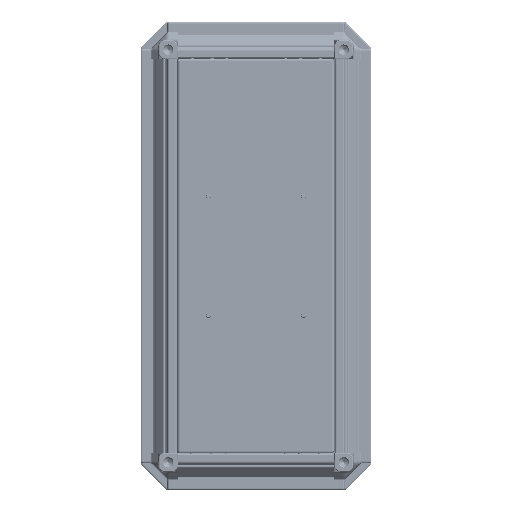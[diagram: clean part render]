
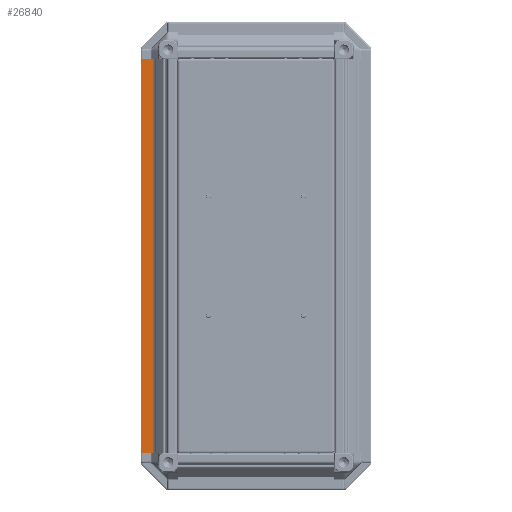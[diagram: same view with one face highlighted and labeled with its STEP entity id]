
A CAD part, front view. The second image highlights one B-rep face of the part: STEP entity #26840.
In plain terms, the highlighted face is planar.
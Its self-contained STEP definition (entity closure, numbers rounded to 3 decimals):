
#97 = DIRECTION ( 'NONE',  ( -0.707, 0.707, 0. ) ) ;
#4419 = VECTOR ( 'NONE', #35155, 1000. ) ;
#5743 = ORIENTED_EDGE ( 'NONE', *, *, #28463, .F. ) ;
#7102 = CARTESIAN_POINT ( 'NONE',  ( -22.386, -7.932, 0. ) ) ;
#8900 = ORIENTED_EDGE ( 'NONE', *, *, #55691, .T. ) ;
#13173 = CARTESIAN_POINT ( 'NONE',  ( -22.386, -7.932, 498. ) ) ;
#13445 = VERTEX_POINT ( 'NONE', #23250 ) ;
#15422 = DIRECTION ( 'NONE',  ( 0.707, 0.707, 0. ) ) ;
#16860 = VERTEX_POINT ( 'NONE', #13173 ) ;
#17753 = CARTESIAN_POINT ( 'NONE',  ( -12.747, 1.707, 498. ) ) ;
#19476 = VECTOR ( 'NONE', #15422, 1000. ) ;
#19545 = DIRECTION ( 'NONE',  ( 0., 0., -1. ) ) ;
#21268 = FACE_OUTER_BOUND ( 'NONE', #51210, .T. ) ;
#22030 = LINE ( 'NONE', #17753, #4419 ) ;
#23250 = CARTESIAN_POINT ( 'NONE',  ( -12.747, 1.707, 498. ) ) ;
#23813 = CARTESIAN_POINT ( 'NONE',  ( -22.386, -7.932, 498. ) ) ;
#26076 = VERTEX_POINT ( 'NONE', #53385 ) ;
#26375 = CARTESIAN_POINT ( 'NONE',  ( -22.386, -7.932, 0. ) ) ;
#26840 = ADVANCED_FACE ( 'NONE', ( #21268 ), #56139, .F. ) ;
#28463 = EDGE_CURVE ( 'NONE', #16860, #13445, #33092, .T. ) ;
#30224 = ORIENTED_EDGE ( 'NONE', *, *, #41782, .F. ) ;
#31877 = VERTEX_POINT ( 'NONE', #26375 ) ;
#33092 = LINE ( 'NONE', #50550, #19476 ) ;
#35155 = DIRECTION ( 'NONE',  ( 0., 0., -1. ) ) ;
#38440 = VECTOR ( 'NONE', #19545, 1000. ) ;
#39642 = EDGE_CURVE ( 'NONE', #31877, #26076, #54826, .T. ) ;
#40976 = LINE ( 'NONE', #23813, #38440 ) ;
#41782 = EDGE_CURVE ( 'NONE', #13445, #26076, #22030, .T. ) ;
#50528 = DIRECTION ( 'NONE',  ( 0.707, 0.707, 0. ) ) ;
#50550 = CARTESIAN_POINT ( 'NONE',  ( -22.386, -7.932, 498. ) ) ;
#50802 = VECTOR ( 'NONE', #50528, 1000. ) ;
#51210 = EDGE_LOOP ( 'NONE', ( #53209, #30224, #5743, #8900 ) ) ;
#52112 = CARTESIAN_POINT ( 'NONE',  ( -22.386, -7.932, 498. ) ) ;
#52403 = DIRECTION ( 'NONE',  ( -0.707, -0.707, 0. ) ) ;
#53209 = ORIENTED_EDGE ( 'NONE', *, *, #39642, .T. ) ;
#53385 = CARTESIAN_POINT ( 'NONE',  ( -12.747, 1.707, 0. ) ) ;
#54035 = AXIS2_PLACEMENT_3D ( 'NONE', #52112, #97, #52403 ) ;
#54826 = LINE ( 'NONE', #7102, #50802 ) ;
#55691 = EDGE_CURVE ( 'NONE', #16860, #31877, #40976, .T. ) ;
#56139 = PLANE ( 'NONE',  #54035 ) ;
